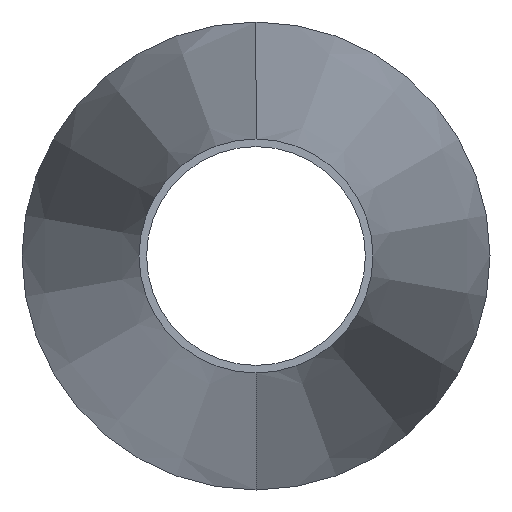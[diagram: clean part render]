
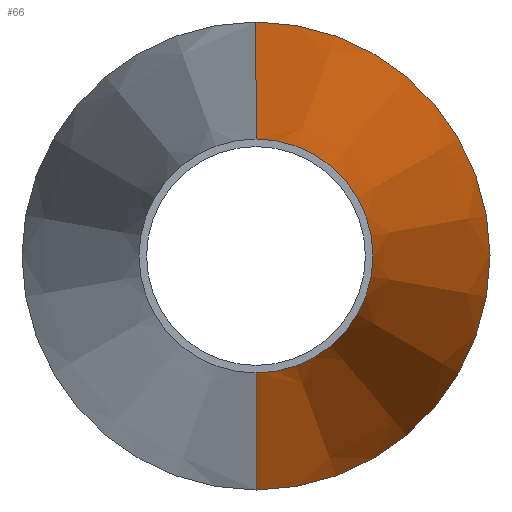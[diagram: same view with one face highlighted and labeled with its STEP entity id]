
A CAD part, front view. The second image highlights one B-rep face of the part: STEP entity #66.
In plain terms, the highlighted conical face has half-angle 7.125 degrees and reference radius 25.4 mm.
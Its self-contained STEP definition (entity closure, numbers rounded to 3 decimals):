
#3 = CIRCLE ( 'NONE', #133, 25.4 ) ;
#15 = CONICAL_SURFACE ( 'NONE', #183, 25.4, 0.124 ) ;
#21 = DIRECTION ( 'NONE',  ( 0., 0., -1. ) ) ;
#66 = ADVANCED_FACE ( 'NONE', ( #332 ), #15, .T. ) ;
#72 = EDGE_CURVE ( 'NONE', #409, #186, #3, .T. ) ;
#88 = CARTESIAN_POINT ( 'NONE',  ( 0., 0., 25.4 ) ) ;
#115 = CARTESIAN_POINT ( 'NONE',  ( 0., 0., 0. ) ) ;
#129 = CIRCLE ( 'NONE', #261, 50.8 ) ;
#130 = ORIENTED_EDGE ( 'NONE', *, *, #271, .T. ) ;
#133 = AXIS2_PLACEMENT_3D ( 'NONE', #211, #145, #21 ) ;
#145 = DIRECTION ( 'NONE',  ( 0., -1., 0. ) ) ;
#149 = CARTESIAN_POINT ( 'NONE',  ( 0., 0., -25.4 ) ) ;
#158 = VERTEX_POINT ( 'NONE', #243 ) ;
#168 = EDGE_CURVE ( 'NONE', #158, #325, #129, .T. ) ;
#182 = LINE ( 'NONE', #149, #318 ) ;
#183 = AXIS2_PLACEMENT_3D ( 'NONE', #115, #372, #341 ) ;
#184 = DIRECTION ( 'NONE',  ( 0., 1., 0. ) ) ;
#186 = VERTEX_POINT ( 'NONE', #88 ) ;
#194 = LINE ( 'NONE', #251, #248 ) ;
#197 = EDGE_LOOP ( 'NONE', ( #390, #130, #402, #296 ) ) ;
#211 = CARTESIAN_POINT ( 'NONE',  ( 0., 0., 0. ) ) ;
#223 = CARTESIAN_POINT ( 'NONE',  ( 0., 203.2, -50.8 ) ) ;
#243 = CARTESIAN_POINT ( 'NONE',  ( 0., 203.2, 50.8 ) ) ;
#248 = VECTOR ( 'NONE', #385, 1000. ) ;
#251 = CARTESIAN_POINT ( 'NONE',  ( 0., 0., 25.4 ) ) ;
#261 = AXIS2_PLACEMENT_3D ( 'NONE', #273, #184, #279 ) ;
#268 = EDGE_CURVE ( 'NONE', #186, #158, #194, .T. ) ;
#271 = EDGE_CURVE ( 'NONE', #409, #325, #182, .T. ) ;
#273 = CARTESIAN_POINT ( 'NONE',  ( 0., 203.2, 0. ) ) ;
#279 = DIRECTION ( 'NONE',  ( 0., 0., 1. ) ) ;
#296 = ORIENTED_EDGE ( 'NONE', *, *, #268, .F. ) ;
#318 = VECTOR ( 'NONE', #383, 1000. ) ;
#320 = CARTESIAN_POINT ( 'NONE',  ( 0., 0., -25.4 ) ) ;
#325 = VERTEX_POINT ( 'NONE', #223 ) ;
#332 = FACE_OUTER_BOUND ( 'NONE', #197, .T. ) ;
#341 = DIRECTION ( 'NONE',  ( 0., 0., 1. ) ) ;
#372 = DIRECTION ( 'NONE',  ( 0., 1., 0. ) ) ;
#383 = DIRECTION ( 'NONE',  ( 0., 0.992, -0.124 ) ) ;
#385 = DIRECTION ( 'NONE',  ( 0., 0.992, 0.124 ) ) ;
#390 = ORIENTED_EDGE ( 'NONE', *, *, #72, .F. ) ;
#402 = ORIENTED_EDGE ( 'NONE', *, *, #168, .F. ) ;
#409 = VERTEX_POINT ( 'NONE', #320 ) ;
